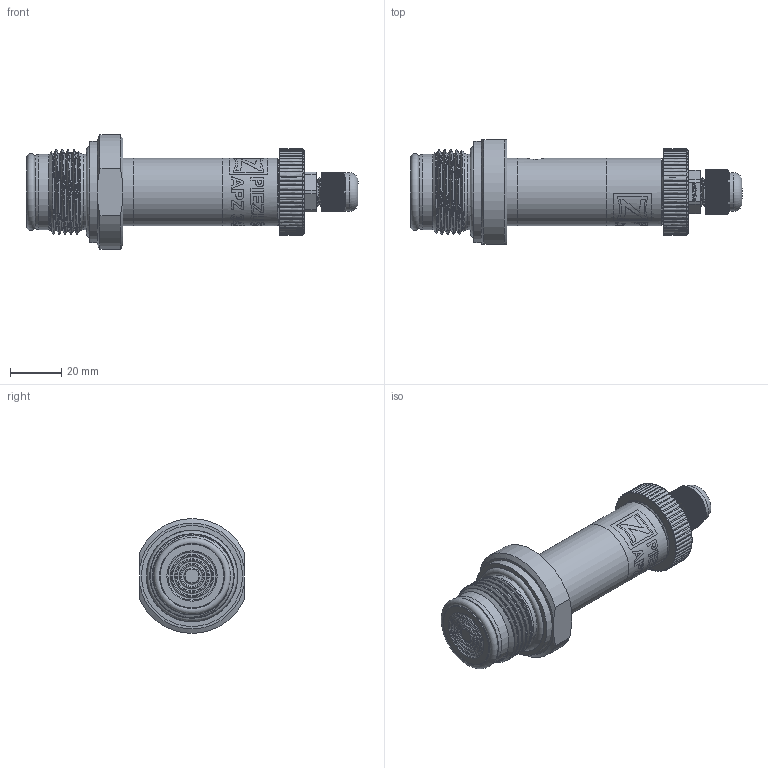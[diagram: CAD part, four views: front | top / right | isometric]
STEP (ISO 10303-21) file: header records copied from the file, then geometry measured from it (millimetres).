
FILE_DESCRIPTION(/* description */ (''),/* implementation_level */ '2;1');
FILE_NAME(/* name */ 'APZ3420s_G1-solidflush_2.step',/* time_stamp */ '2021-07-08T14:34:13+03:00',/* author */ (''),/* organization */ (''),/* preprocessor_version */ 'ST-DEVELOPER v18.1',/* originating_system */ 'Autodesk Translation Framework v10.9.0.1377',/* authorisation */ '');
FILE_SCHEMA (('AUTOMOTIVE_DESIGN { 1 0 10303 214 3 1 1 }'));
Products named in the file (10): АПЗ 3420S заполненная; OMAL nut M27x1.5; Ш100.000.001; M12x1.5 Cable gland; Cable gland; Rubber gasket; M12 Domed nut; shell; shell 29 ; МР00-01.266.400.125 (Full G1DIN) v2 (1)
Assembly tree (9 placements, depth 3):
  АПЗ 3420S заполненная
    OMAL nut M27x1.5
    Ш100.000.001
    M12x1.5 Cable gland
      Cable gland
      Rubber gasket
      M12 Domed nut
    shell
    shell 29 
    МР00-01.266.400.125 (Full G1DIN) v2 (1)
Bounding box: 130.16 x 41 x 45 mm (x, y, z)
Volume: 81945.5 mm3; surface area: 28479.6 mm2
Topology: 10 solids, 10 shells, 2752 faces, 8023 edges, 5350 vertices
Faces by surface type: plane 1501, cylinder 783, bspline 426, torus 22, cone 19, sphere 1
Full cylindrical faces by diameter (mm): 1 x6, 2 x2, 7.5 x1, 8 x1, 9.976 x5, 10 x6, 10.376 x4, 10.526 x3, 11.6 x4, 12 x5, 12.203 x3, 12.6 x1, 15 x1, 17 x1, 21.4 x2, 22.3 x1, 22.5 x2, 24.5 x5, 25.132 x4, 25.437 x1, 25.526 x4, 26.5 x7, 27.208 x5, 29.5 x1, 29.6 x1, 30.291 x4, 35.6 x1, 39.6 x1
Entity records: 117054 total; most frequent: CARTESIAN_POINT 47372, ORIENTED_EDGE 16046, DIRECTION 12533, EDGE_CURVE 8023, VERTEX_POINT 5350, LINE 4329, VECTOR 4329, AXIS2_PLACEMENT_3D 4102
